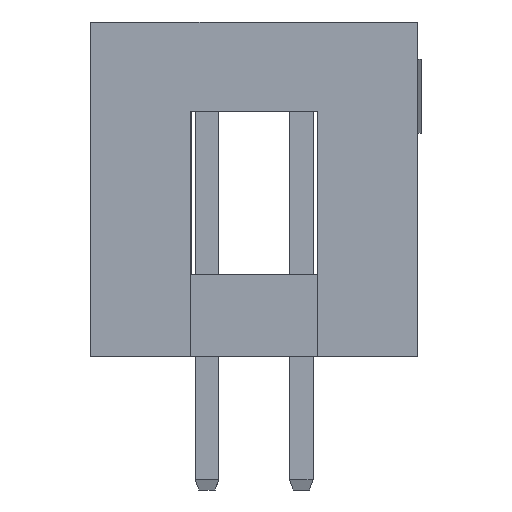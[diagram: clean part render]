
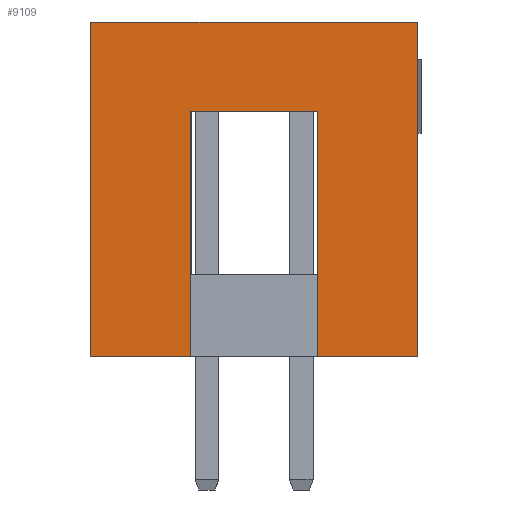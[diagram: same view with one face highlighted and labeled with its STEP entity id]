
A CAD part, left-side view. The second image highlights one B-rep face of the part: STEP entity #9109.
In plain terms, the highlighted planar face has unit normal (-1, 0, 0).
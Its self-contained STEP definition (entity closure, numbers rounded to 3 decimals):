
#326 = LINE ( 'NONE', #1698, #4704 ) ;
#475 = VECTOR ( 'NONE', #4465, 1000. ) ;
#599 = LINE ( 'NONE', #2781, #3982 ) ;
#668 = VERTEX_POINT ( 'NONE', #6251 ) ;
#1038 = EDGE_CURVE ( 'NONE', #1056, #4805, #4861, .T. ) ;
#1056 = VERTEX_POINT ( 'NONE', #1445 ) ;
#1171 = VERTEX_POINT ( 'NONE', #5810 ) ;
#1415 = PLANE ( 'NONE',  #3989 ) ;
#1445 = CARTESIAN_POINT ( 'NONE',  ( -5.17, 5.67, 0. ) ) ;
#1508 = ORIENTED_EDGE ( 'NONE', *, *, #2491, .F. ) ;
#1540 = VECTOR ( 'NONE', #3363, 1000. ) ;
#1698 = CARTESIAN_POINT ( 'NONE',  ( -5.17, 0., 9. ) ) ;
#1767 = LINE ( 'NONE', #8375, #6285 ) ;
#1988 = DIRECTION ( 'NONE',  ( 0., -1., 0. ) ) ;
#2291 = ORIENTED_EDGE ( 'NONE', *, *, #1038, .F. ) ;
#2444 = VERTEX_POINT ( 'NONE', #5799 ) ;
#2491 = EDGE_CURVE ( 'NONE', #4805, #4085, #326, .T. ) ;
#2600 = EDGE_CURVE ( 'NONE', #2444, #3422, #4744, .T. ) ;
#2617 = VERTEX_POINT ( 'NONE', #2750 ) ;
#2620 = CARTESIAN_POINT ( 'NONE',  ( -5.17, 5.67, 9. ) ) ;
#2750 = CARTESIAN_POINT ( 'NONE',  ( -5.17, 2.97, 0. ) ) ;
#2781 = CARTESIAN_POINT ( 'NONE',  ( -5.17, 2.97, 0. ) ) ;
#2872 = EDGE_LOOP ( 'NONE', ( #4318, #5711, #5345, #6837, #5521, #1508, #2291, #3550 ) ) ;
#3286 = EDGE_CURVE ( 'NONE', #2617, #668, #599, .T. ) ;
#3353 = VECTOR ( 'NONE', #1988, 1000. ) ;
#3363 = DIRECTION ( 'NONE',  ( 0., 0., 1. ) ) ;
#3422 = VERTEX_POINT ( 'NONE', #6789 ) ;
#3437 = CARTESIAN_POINT ( 'NONE',  ( -5.17, -3.13, 0. ) ) ;
#3467 = DIRECTION ( 'NONE',  ( 0., 0., 1. ) ) ;
#3550 = ORIENTED_EDGE ( 'NONE', *, *, #7835, .T. ) ;
#3982 = VECTOR ( 'NONE', #3467, 1000. ) ;
#3989 = AXIS2_PLACEMENT_3D ( 'NONE', #5019, #4277, #7827 ) ;
#4003 = LINE ( 'NONE', #3437, #8728 ) ;
#4085 = VERTEX_POINT ( 'NONE', #6164 ) ;
#4277 = DIRECTION ( 'NONE',  ( -1., 0., 0. ) ) ;
#4318 = ORIENTED_EDGE ( 'NONE', *, *, #3286, .T. ) ;
#4465 = DIRECTION ( 'NONE',  ( 0., 0., -1. ) ) ;
#4611 = CARTESIAN_POINT ( 'NONE',  ( -5.17, -0.43, 0. ) ) ;
#4704 = VECTOR ( 'NONE', #8310, 1000. ) ;
#4722 = DIRECTION ( 'NONE',  ( 0., -1., 0. ) ) ;
#4744 = LINE ( 'NONE', #9258, #3353 ) ;
#4805 = VERTEX_POINT ( 'NONE', #2620 ) ;
#4861 = LINE ( 'NONE', #7809, #1540 ) ;
#5019 = CARTESIAN_POINT ( 'NONE',  ( -5.17, 0., 0. ) ) ;
#5127 = VECTOR ( 'NONE', #8180, 1000. ) ;
#5274 = CARTESIAN_POINT ( 'NONE',  ( -5.17, 0., 0. ) ) ;
#5345 = ORIENTED_EDGE ( 'NONE', *, *, #8131, .T. ) ;
#5354 = EDGE_CURVE ( 'NONE', #668, #1171, #1767, .T. ) ;
#5521 = ORIENTED_EDGE ( 'NONE', *, *, #6389, .T. ) ;
#5597 = DIRECTION ( 'NONE',  ( 0., 0., 1. ) ) ;
#5711 = ORIENTED_EDGE ( 'NONE', *, *, #5354, .T. ) ;
#5799 = CARTESIAN_POINT ( 'NONE',  ( -5.17, -0.43, 0. ) ) ;
#5810 = CARTESIAN_POINT ( 'NONE',  ( -5.17, -0.43, 6.6 ) ) ;
#5937 = LINE ( 'NONE', #4611, #475 ) ;
#6164 = CARTESIAN_POINT ( 'NONE',  ( -5.17, -3.13, 9. ) ) ;
#6251 = CARTESIAN_POINT ( 'NONE',  ( -5.17, 2.97, 6.6 ) ) ;
#6285 = VECTOR ( 'NONE', #4722, 1000. ) ;
#6389 = EDGE_CURVE ( 'NONE', #3422, #4085, #4003, .T. ) ;
#6789 = CARTESIAN_POINT ( 'NONE',  ( -5.17, -3.13, 0. ) ) ;
#6837 = ORIENTED_EDGE ( 'NONE', *, *, #2600, .T. ) ;
#7809 = CARTESIAN_POINT ( 'NONE',  ( -5.17, 5.67, 0. ) ) ;
#7827 = DIRECTION ( 'NONE',  ( 0., 0., 1. ) ) ;
#7835 = EDGE_CURVE ( 'NONE', #1056, #2617, #8229, .T. ) ;
#8131 = EDGE_CURVE ( 'NONE', #1171, #2444, #5937, .T. ) ;
#8180 = DIRECTION ( 'NONE',  ( 0., -1., 0. ) ) ;
#8229 = LINE ( 'NONE', #5274, #5127 ) ;
#8310 = DIRECTION ( 'NONE',  ( 0., -1., 0. ) ) ;
#8375 = CARTESIAN_POINT ( 'NONE',  ( -5.17, 0., 6.6 ) ) ;
#8581 = FACE_OUTER_BOUND ( 'NONE', #2872, .T. ) ;
#8728 = VECTOR ( 'NONE', #5597, 1000. ) ;
#9109 = ADVANCED_FACE ( 'NONE', ( #8581 ), #1415, .T. ) ;
#9258 = CARTESIAN_POINT ( 'NONE',  ( -5.17, 0., 0. ) ) ;
